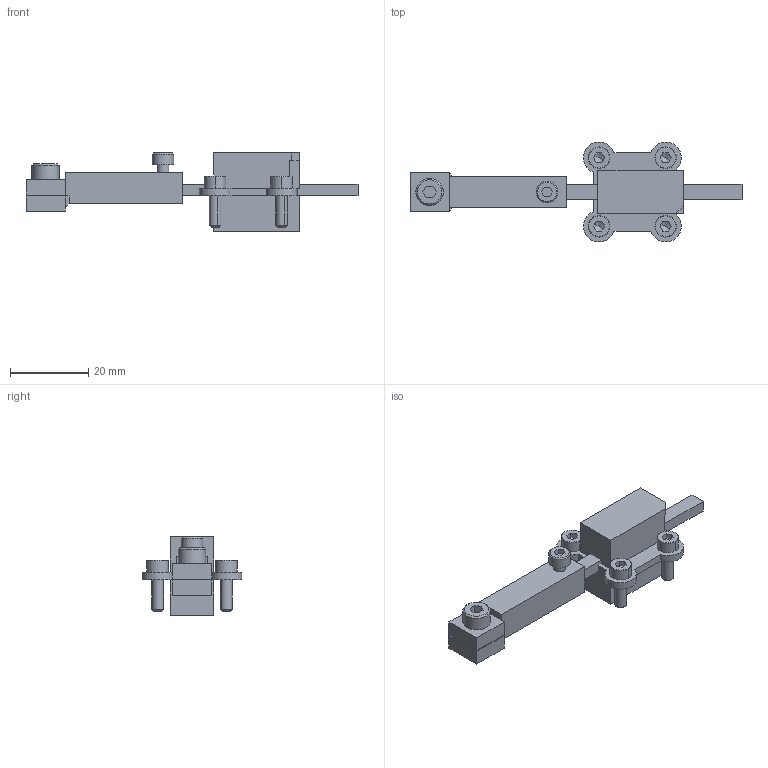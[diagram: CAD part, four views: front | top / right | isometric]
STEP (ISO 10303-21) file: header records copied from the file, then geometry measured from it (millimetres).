
FILE_DESCRIPTION(/* description */ (''),/* implementation_level */ '2;1');
FILE_NAME(/* name */ 'ST0329523_01_x6.stp',/* time_stamp */ '2013-07-12T10:14:57+02:00',/* author */ (''),/* organization */ (''),/* preprocessor_version */ 'ST-DEVELOPER v14',/* originating_system */ 'SIEMENS PLM Software NX 8.0',/* authorisation */ '');
FILE_SCHEMA (('CONFIG_CONTROL_DESIGN'));
Length unit declared in the file: millimetre
Products named in the file (9): bloccaggio nastro; attacco nastro V2; Hex Socket Head (1); Hex Socket Head (2); ST0329524_01; ISO 4762_M3x10-8_8-A0C_01; ST0329533_01; ST0329541_01; ST0329523_01 (actuator)test
Assembly tree (12 placements, depth 2):
  ST0329523_01 (actuator)test
    ST0329541_01
    ST0329533_01  x2
    ISO 4762_M3x10-8_8-A0C_01  x4
    ST0329524_01
    Hex Socket Head (2)
    Hex Socket Head (1)
    attacco nastro V2
    bloccaggio nastro
Bounding box: 84.8 x 25.5 x 20 mm (x, y, z)
Volume: 8910.5 mm3; surface area: 7606.6 mm2
Topology: 12 solids, 12 shells, 207 faces, 496 edges, 316 vertices
Faces by surface type: plane 112, cylinder 59, cone 20, torus 16
Full cylindrical faces by diameter (mm): 3 x2, 4 x3, 5.5 x1, 7 x1
Entity records: 4479 total; most frequent: CARTESIAN_POINT 676, DIRECTION 572, ORIENTED_EDGE 544, EDGE_CURVE 272, AXIS2_PLACEMENT_3D 200, VERTEX_POINT 177, LINE 172, VECTOR 172
